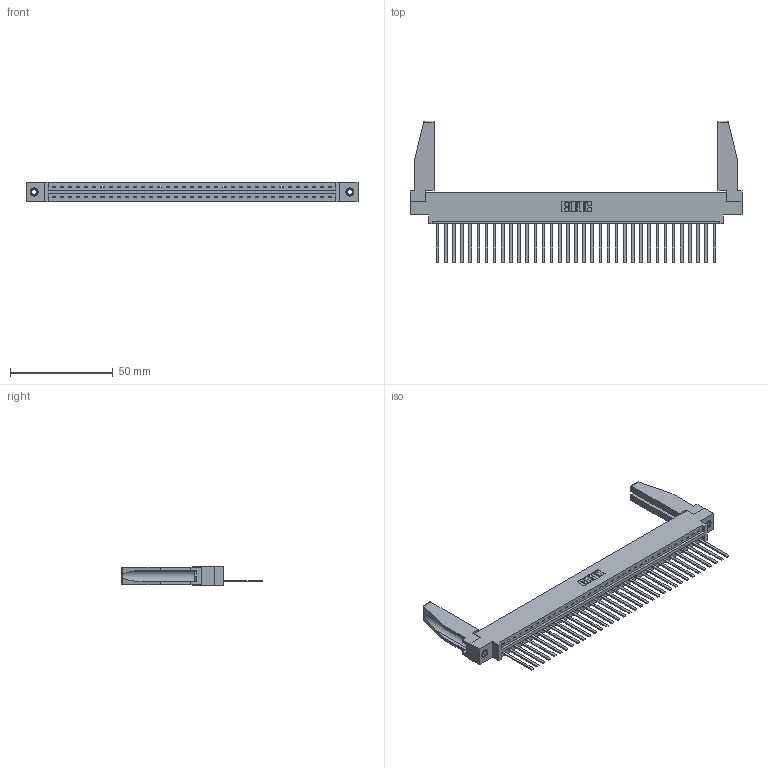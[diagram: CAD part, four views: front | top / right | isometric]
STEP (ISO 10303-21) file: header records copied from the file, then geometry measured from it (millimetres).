
FILE_DESCRIPTION (( 'STEP AP203' ), '1' );
FILE_NAME ('387-035-544-678.STEP', '2019-10-04T12:42:00', ( '' ), ( '' ), 'SwSTEP 2.0', 'SolidWorks 2016', '' );
FILE_SCHEMA (( 'CONFIG_CONTROL_DESIGN' ));
Length unit declared in the file: inch
Products named in the file (5): 337 Part_0.170 Offset - 0.156 Dia-TI; 345-250-001_345-250-001-102; 307-220-078; 387-035-544-678; 345-292-001_345-293-144
Assembly tree (40 placements, depth 2):
  387-035-544-678
    337 Part_0.170 Offset - 0.156 Dia-TI
    345-292-001_345-293-144  x35
    345-250-001_345-250-001-102  x2
    307-220-078  x2
Bounding box: 161.7 x 69.09 x 9.4 mm (x, y, z)
Volume: 20999.2 mm3; surface area: 22800.9 mm2
Topology: 40 solids, 40 shells, 2208 faces, 6603 edges, 4346 vertices
Faces by surface type: plane 1628, cylinder 564, cone 12, torus 4
Entity records: 29310 total; most frequent: CARTESIAN_POINT 5097, ORIENTED_EDGE 5024, DIRECTION 4310, EDGE_CURVE 2512, VECTOR 2350, LINE 2350, VERTEX_POINT 1668, AXIS2_PLACEMENT_3D 980
